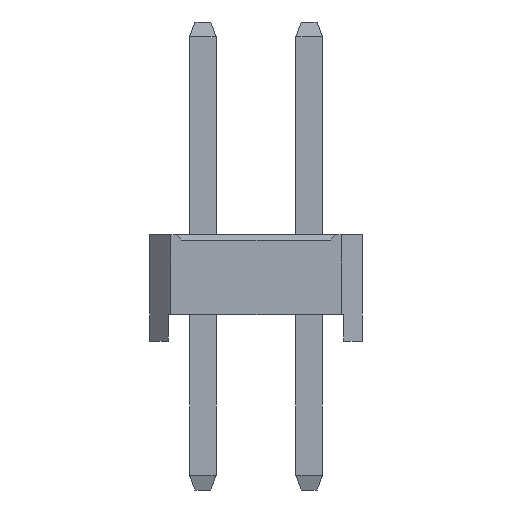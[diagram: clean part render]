
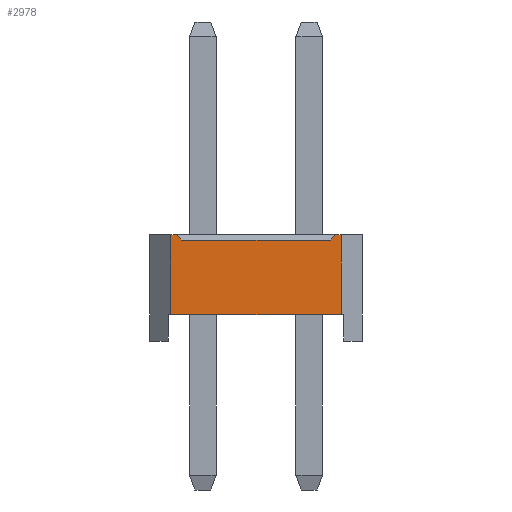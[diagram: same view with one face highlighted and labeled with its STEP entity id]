
A CAD part, left-side view. The second image highlights one B-rep face of the part: STEP entity #2978.
In plain terms, the highlighted planar face has unit normal (-1, 0, 0).
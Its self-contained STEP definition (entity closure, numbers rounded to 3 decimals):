
#2978=ADVANCED_FACE('',(#12040),#12042,.T.);
#12040=FACE_BOUND('',#12041,.T.);
#12041=EDGE_LOOP('',(#19133,#19134,#19135,#19136,#19137,#19138,#19139,#19140));
#12042=PLANE('',#12043);
#12043=AXIS2_PLACEMENT_3D('',#12044,#12045,#12046);
#12044=CARTESIAN_POINT('',(-1.,2.6,0.));
#12045=DIRECTION('',(-1.,0.,0.));
#12046=DIRECTION('',(0.,-1.,0.));
#19133=ORIENTED_EDGE('',*,*,#23514,.F.);
#19134=ORIENTED_EDGE('',*,*,#23515,.T.);
#19135=ORIENTED_EDGE('',*,*,#23516,.F.);
#19136=ORIENTED_EDGE('',*,*,#22546,.F.);
#19137=ORIENTED_EDGE('',*,*,#23517,.F.);
#19138=ORIENTED_EDGE('',*,*,#22188,.T.);
#19139=ORIENTED_EDGE('',*,*,#23513,.T.);
#19140=ORIENTED_EDGE('',*,*,#22550,.F.);
#22188=EDGE_CURVE('',#24706,#24704,#24707,.T.);
#22546=EDGE_CURVE('',#25420,#25422,#25423,.T.);
#22550=EDGE_CURVE('',#25428,#25430,#25431,.T.);
#23513=EDGE_CURVE('',#24704,#25430,#27031,.T.);
#23514=EDGE_CURVE('',#27032,#25428,#27033,.F.);
#23515=EDGE_CURVE('',#27032,#27034,#27035,.T.);
#23516=EDGE_CURVE('',#25422,#27034,#27036,.F.);
#23517=EDGE_CURVE('',#24706,#25420,#27037,.T.);
#24704=VERTEX_POINT('',#28786);
#24706=VERTEX_POINT('',#28790);
#24707=LINE('',#28791,#28792);
#25420=VERTEX_POINT('',#30218);
#25422=VERTEX_POINT('',#30222);
#25423=LINE('',#30223,#30224);
#25428=VERTEX_POINT('',#30234);
#25430=VERTEX_POINT('',#30238);
#25431=LINE('',#30239,#30240);
#27031=LINE('',#33765,#33766);
#27032=VERTEX_POINT('',#33768);
#27033=LINE('',#33769,#33770);
#27034=VERTEX_POINT('',#33772);
#27035=LINE('',#33773,#33774);
#27036=LINE('',#33776,#33777);
#27037=LINE('',#33779,#33780);
#28786=CARTESIAN_POINT('',(-1.,-0.6,0.5));
#28790=CARTESIAN_POINT('',(-1.,2.6,0.5));
#28791=CARTESIAN_POINT('',(-1.,2.6,0.5));
#28792=VECTOR('',#28793,1.);
#28793=DIRECTION('',(0.,-1.,0.));
#30218=CARTESIAN_POINT('',(-1.,2.6,2.));
#30222=CARTESIAN_POINT('',(-1.,2.5,2.));
#30223=CARTESIAN_POINT('',(-1.,2.6,2.));
#30224=VECTOR('',#30225,1.);
#30225=DIRECTION('',(0.,-1.,0.));
#30234=CARTESIAN_POINT('',(-1.,-0.5,2.));
#30238=CARTESIAN_POINT('',(-1.,-0.6,2.));
#30239=CARTESIAN_POINT('',(-1.,-0.5,2.));
#30240=VECTOR('',#30241,1.);
#30241=DIRECTION('',(0.,-1.,0.));
#33765=CARTESIAN_POINT('',(-1.,-0.6,0.5));
#33766=VECTOR('',#33767,1.);
#33767=DIRECTION('',(0.,0.,1.));
#33768=CARTESIAN_POINT('',(-1.,-0.4,1.9));
#33769=CARTESIAN_POINT('',(-1.,-0.5,2.));
#33770=VECTOR('',#33771,1.);
#33771=DIRECTION('',(0.,0.707,-0.707));
#33772=CARTESIAN_POINT('',(-1.,2.4,1.9));
#33773=CARTESIAN_POINT('',(-1.,-0.4,1.9));
#33774=VECTOR('',#33775,1.);
#33775=DIRECTION('',(0.,1.,0.));
#33776=CARTESIAN_POINT('',(-1.,2.4,1.9));
#33777=VECTOR('',#33778,1.);
#33778=DIRECTION('',(0.,0.707,0.707));
#33779=CARTESIAN_POINT('',(-1.,2.6,0.5));
#33780=VECTOR('',#33781,1.);
#33781=DIRECTION('',(0.,0.,1.));
